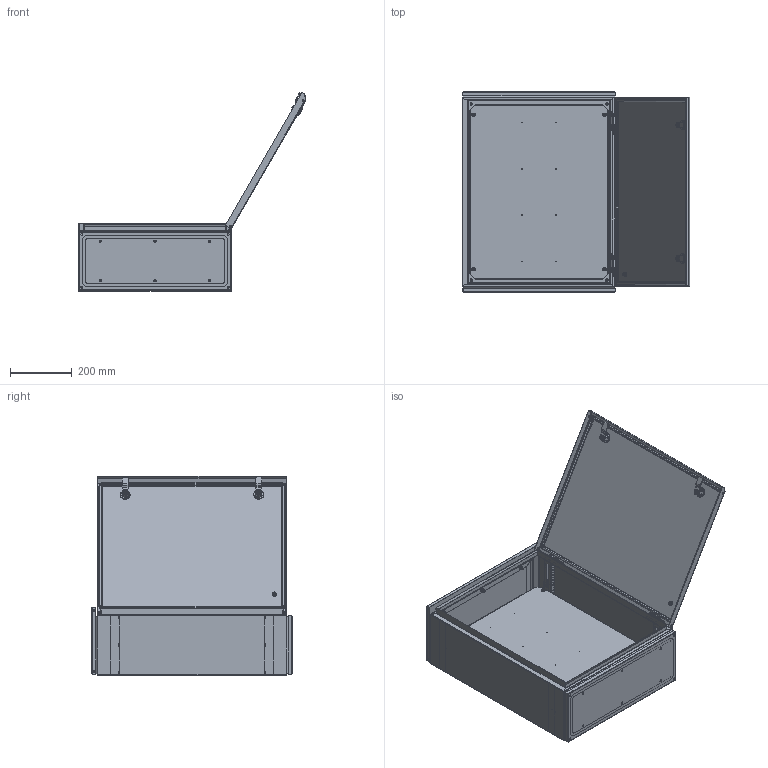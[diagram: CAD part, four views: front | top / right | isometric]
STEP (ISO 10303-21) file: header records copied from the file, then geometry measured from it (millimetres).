
FILE_DESCRIPTION (( 'STEP AP214' ), '1' );
FILE_NAME ('ÌÈ-940.00.00.000 Ìîíîëèò IP66 650õ500õ220_ñ îòêðûòîé äâåðüþ_ìîíòàæêà.STEP', '2018-09-17T10:32:01', ( 'admin' ), ( '' ), 'SwSTEP 2.0', 'SolidWorks 2017', '' );
FILE_SCHEMA (( 'AUTOMOTIVE_DESIGN' ));
Length unit declared in the file: millimetre
Products named in the file (30): ÌÈ-940.02.00.001 Ïåðåìû÷êà; Ãàéêà êóçîâíàÿ Ì6; ÌÈ-940.02.01.000 Ñòåíêà çàäíÿÿ â ñáîðå; ﾌﾈ-683.04.00.000 ﾍ瑜粱 ﾑﾁ; Øïèëüêà Ì6õ12; Çàêëåïêà ãàå÷íàÿ Ì6 UNI 9203; 昈-938.02.01.002 凎錪黟; ﾌﾈ-683.04.00.001 ﾍ瑜粱; ÌÈ-940.02.01.001 Ñòåíêà çàäíÿÿ; ÌÈ-940.03.00.000 ÑÁ Êðûøêà íèæíÿÿ; 邮 磬 牮牦; ÌÈ-940.00.00.000 Ìîíîëèò IP66 650õ500õ220_ñ îòêðûòîé äâåðüþ_ìîíòàæêà; Øïèëüêà ïðèâàðíàÿ Ì6õ16 DIN 13918; ÌÈ-940.03.00.001 Êðûøêà íèæíÿÿ; rivet 02_din_DIN 660-5x8-St-A-2; Íàâåñêà íà êîðïóñ ïîä êëåïêó; ÌÈ-940.06.00.001 Ïàíåëü ìîíòàæíàÿ; hex flange nut_din_Hexagon Flange Nut DIN 6923 - M6 - N; ÌÈ-940.01.00.000 Äâåðü â ñáîðå; 呧蜦 3D; Çàìîê áîëüøîé; pan head cross recess screw_din_DIN EN ISO 7045 - M6 x 16 - Z - 16N; Ïåòëÿ íà äâåðü ï-îáðàçíàÿ; Çàãëóøêà äëÿ îòâô6; ÓÊ íà äâåðü; ÌÈ-940.05.00.000 ÑÁ Êðûøêà âåðõíÿÿ; ﾌﾈ-940.01.00.001 ﾄ粢; ÌÈ-940.05.00.001 Êðûøêà âåðõíÿÿ; ÌÈ-940.02.00.000 Êîðïóñ â ñáîðå; split pin_din_DIN 94-4x56-C-St
Assembly tree (82 placements, depth 4):
  ÌÈ-940.00.00.000 Ìîíîëèò IP66 650õ500õ220_ñ îòêðûòîé äâåðüþ_ìîíòàæêà
    ÌÈ-940.02.00.000 Êîðïóñ â ñáîðå
      ÌÈ-940.02.01.000 Ñòåíêà çàäíÿÿ â ñáîðå
        ÌÈ-940.02.01.001 Ñòåíêà çàäíÿÿ
        昈-938.02.01.002 凎錪黟  x4
        Øïèëüêà Ì6õ12
      ÌÈ-940.02.00.001 Ïåðåìû÷êà  x2
    ÌÈ-940.01.00.000 Äâåðü â ñáîðå
      ﾌﾈ-940.01.00.001 ﾄ粢
      ÓÊ íà äâåðü
      Øïèëüêà Ì6õ12
      Ïåòëÿ íà äâåðü ï-îáðàçíàÿ  x2
      Çàìîê áîëüøîé  x2
      呧蜦 3D
    hex flange nut_din_Hexagon Flange Nut DIN 6923 - M6 - N  x14
    ÌÈ-940.06.00.001 Ïàíåëü ìîíòàæíàÿ
    Íàâåñêà íà êîðïóñ ïîä êëåïêó  x2
    rivet 02_din_DIN 660-5x8-St-A-2  x4
    ÌÈ-940.03.00.000 ÑÁ Êðûøêà íèæíÿÿ
      ÌÈ-940.03.00.001 Êðûøêà íèæíÿÿ
      Øïèëüêà ïðèâàðíàÿ Ì6õ16 DIN 13918  x6
      邮 磬 牮牦
    ﾌﾈ-683.04.00.000 ﾍ瑜粱 ﾑﾁ  x4
      ﾌﾈ-683.04.00.001 ﾍ瑜粱
      Çàêëåïêà ãàå÷íàÿ Ì6 UNI 9203
    Ãàéêà êóçîâíàÿ Ì6  x4
    split pin_din_DIN 94-4x56-C-St  x2
    ÌÈ-940.05.00.000 ÑÁ Êðûøêà âåðõíÿÿ
      ÌÈ-940.05.00.001 Êðûøêà âåðõíÿÿ
      邮 磬 牮牦
      Øïèëüêà ïðèâàðíàÿ Ì6õ16 DIN 13918  x6
    Çàãëóøêà äëÿ îòâô6  x4
    pan head cross recess screw_din_DIN EN ISO 7045 - M6 x 16 - Z - 16N  x8
Bounding box: 740.2 x 649.54 x 646.52 mm (x, y, z)
Volume: 2370288 mm3; surface area: 3489617.4 mm2
Topology: 86 solids, 96 shells, 3021 faces, 7128 edges, 4366 vertices
Faces by surface type: plane 1407, cylinder 1028, cone 296, bspline 138, torus 128, sphere 24
Entity records: 42900 total; most frequent: CARTESIAN_POINT 9122, DIRECTION 6382, ORIENTED_EDGE 6116, EDGE_CURVE 3058, AXIS2_PLACEMENT_3D 2217, LINE 1948, VECTOR 1948, VERTEX_POINT 1883
